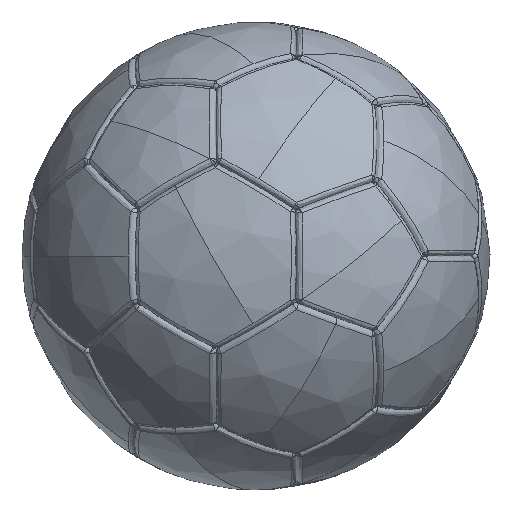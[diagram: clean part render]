
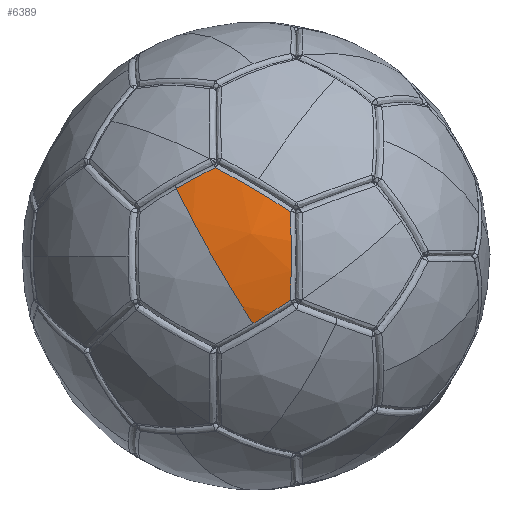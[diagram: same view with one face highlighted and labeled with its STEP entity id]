
A CAD part, left-side view. The second image highlights one B-rep face of the part: STEP entity #6389.
In plain terms, the highlighted free-form (B-spline) face has degree [2, 2] with [3, 3] control points.
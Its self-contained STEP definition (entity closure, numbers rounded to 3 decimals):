
#6359 = VERTEX_POINT('',#6360);
#6360 = CARTESIAN_POINT('',(-26.953,78.657,
    8.696));
#6366 = EDGE_CURVE('',#6359,#6367,#6369,.T.);
#6367 = VERTEX_POINT('',#6368);
#6368 = CARTESIAN_POINT('',(-27.398,73.631,
    11.372));
#6369 = ( BOUNDED_CURVE() B_SPLINE_CURVE(2,(#6370,#6371,#6372),
.UNSPECIFIED.,.F.,.F.) B_SPLINE_CURVE_WITH_KNOTS((3,3),(3.142,
3.332),.PIECEWISE_BEZIER_KNOTS.) CURVE() 
GEOMETRIC_REPRESENTATION_ITEM() RATIONAL_B_SPLINE_CURVE((1.,
0.995,1.)) REPRESENTATION_ITEM('') );
#6370 = CARTESIAN_POINT('',(-26.953,78.657,
    8.696));
#6371 = CARTESIAN_POINT('',(-27.419,76.217,
    10.131));
#6372 = CARTESIAN_POINT('',(-27.398,73.631,
    11.372));
#6389 = ADVANCED_FACE('',(#6390),#6423,.T.);
#6390 = FACE_BOUND('',#6391,.T.);
#6391 = EDGE_LOOP('',(#6392,#6393,#6401,#6409,#6417));
#6392 = ORIENTED_EDGE('',*,*,#6366,.F.);
#6393 = ORIENTED_EDGE('',*,*,#6394,.T.);
#6394 = EDGE_CURVE('',#6359,#6395,#6397,.T.);
#6395 = VERTEX_POINT('',#6396);
#6396 = CARTESIAN_POINT('',(-28.837,68.794,
    -8.696));
#6397 = ( BOUNDED_CURVE() B_SPLINE_CURVE(2,(#6398,#6399,#6400),
.UNSPECIFIED.,.F.,.F.) B_SPLINE_CURVE_WITH_KNOTS((3,3),(4.277,
4.957),.PIECEWISE_BEZIER_KNOTS.) CURVE() 
GEOMETRIC_REPRESENTATION_ITEM() RATIONAL_B_SPLINE_CURVE((1.,
0.943,1.)) REPRESENTATION_ITEM('') );
#6398 = CARTESIAN_POINT('',(-26.953,78.657,
    8.696));
#6399 = CARTESIAN_POINT('',(-31.383,74.392,
    0.));
#6400 = CARTESIAN_POINT('',(-28.837,68.794,
    -8.696));
#6401 = ORIENTED_EDGE('',*,*,#6402,.F.);
#6402 = EDGE_CURVE('',#6403,#6395,#6405,.T.);
#6403 = VERTEX_POINT('',#6404);
#6404 = CARTESIAN_POINT('',(-29.246,63.957,
    -5.686));
#6405 = ( BOUNDED_CURVE() B_SPLINE_CURVE(2,(#6406,#6407,#6408),
.UNSPECIFIED.,.F.,.F.) B_SPLINE_CURVE_WITH_KNOTS((3,3),(6.093,
6.283),.PIECEWISE_BEZIER_KNOTS.) CURVE() 
GEOMETRIC_REPRESENTATION_ITEM() RATIONAL_B_SPLINE_CURVE((1.,
0.995,1.)) REPRESENTATION_ITEM('') );
#6406 = CARTESIAN_POINT('',(-29.246,63.957,
    -5.686));
#6407 = CARTESIAN_POINT('',(-29.303,66.354,
    -7.262));
#6408 = CARTESIAN_POINT('',(-28.837,68.794,
    -8.696));
#6409 = ORIENTED_EDGE('',*,*,#6410,.F.);
#6410 = EDGE_CURVE('',#6411,#6403,#6413,.T.);
#6411 = VERTEX_POINT('',#6412);
#6412 = CARTESIAN_POINT('',(-29.246,63.957,
    5.686));
#6413 = ( BOUNDED_CURVE() B_SPLINE_CURVE(2,(#6414,#6415,#6416),
.UNSPECIFIED.,.F.,.F.) B_SPLINE_CURVE_WITH_KNOTS((3,3),(0.61,
0.99),.PIECEWISE_BEZIER_KNOTS.) CURVE() 
GEOMETRIC_REPRESENTATION_ITEM() RATIONAL_B_SPLINE_CURVE((1.,
0.982,1.)) REPRESENTATION_ITEM('') );
#6414 = CARTESIAN_POINT('',(-29.246,63.957,
    5.686));
#6415 = CARTESIAN_POINT('',(-30.322,63.766,
    0.));
#6416 = CARTESIAN_POINT('',(-29.246,63.957,
    -5.686));
#6417 = ORIENTED_EDGE('',*,*,#6418,.F.);
#6418 = EDGE_CURVE('',#6367,#6411,#6419,.T.);
#6419 = ( BOUNDED_CURVE() B_SPLINE_CURVE(2,(#6420,#6421,#6422),
.UNSPECIFIED.,.F.,.F.) B_SPLINE_CURVE_WITH_KNOTS((3,3),(1.934,
2.314),.PIECEWISE_BEZIER_KNOTS.) CURVE() 
GEOMETRIC_REPRESENTATION_ITEM() RATIONAL_B_SPLINE_CURVE((1.,
0.982,1.)) REPRESENTATION_ITEM('') );
#6420 = CARTESIAN_POINT('',(-27.398,73.631,
    11.372));
#6421 = CARTESIAN_POINT('',(-29.362,68.794,
    8.867));
#6422 = CARTESIAN_POINT('',(-29.246,63.957,
    5.686));
#6423 = ( BOUNDED_SURFACE() B_SPLINE_SURFACE(2,2,(
    (#6424,#6425,#6426)
    ,(#6427,#6428,#6429)
    ,(#6430,#6431,#6432
)),.UNSPECIFIED.,.F.,.F.,.F.) B_SPLINE_SURFACE_WITH_KNOTS((3,3),(3,3),(
    5.291,5.971),(-0.387,0.),
.PIECEWISE_BEZIER_KNOTS.) GEOMETRIC_REPRESENTATION_ITEM() 
RATIONAL_B_SPLINE_SURFACE((
    (1.,0.981,1.)
    ,(0.943,0.925,0.943)
,(1.,0.981,1.))) REPRESENTATION_ITEM('') SURFACE() );
#6424 = CARTESIAN_POINT('',(-28.551,59.091,
    -2.367));
#6425 = CARTESIAN_POINT('',(-29.796,63.772,
    -5.744));
#6426 = CARTESIAN_POINT('',(-28.837,68.794,
    -8.696));
#6427 = CARTESIAN_POINT('',(-30.908,64.275,
    5.686));
#6428 = CARTESIAN_POINT('',(-32.342,69.369,
    2.952));
#6429 = CARTESIAN_POINT('',(-31.383,74.392,
    0.));
#6430 = CARTESIAN_POINT('',(-26.806,68.225,
    13.739));
#6431 = CARTESIAN_POINT('',(-27.913,73.635,
    11.648));
#6432 = CARTESIAN_POINT('',(-26.953,78.657,
    8.696));
